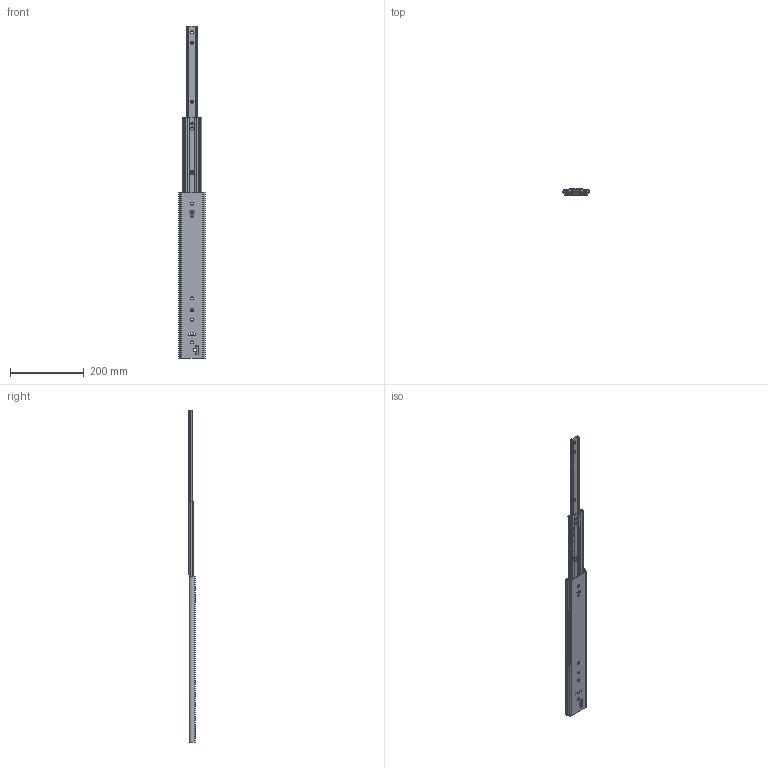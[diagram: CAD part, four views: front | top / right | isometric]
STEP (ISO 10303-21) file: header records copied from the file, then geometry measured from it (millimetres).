
FILE_DESCRIPTION((''),'2;1');
FILE_NAME('101-S64_ASM','2015-05-18T',('w.jans'),(''),'PRO/ENGINEER BY PARAMETRIC TECHNOLOGY CORPORATION, 2003450','PRO/ENGINEER BY PARAMETRIC TECHNOLOGY CORPORATION, 2003450','');
FILE_SCHEMA(('CONFIG_CONTROL_DESIGN'));
Length unit declared in the file: millimetre
Products named in the file (14): 101-S64-SKEL; 511-01-S64-TA1; 511-01-S64-TA1_ASM; 515-4XX-01-S64; 911-073; 515-4XX-01-S64_ASM; 512-01-S64-TA2; 512-01-S64-TA2_ASM; 515-5XX-01-S64; 911-078; 515-5XX-01-S64_ASM; 513-01-S64-TA3; 513-01-S64-TA3_ASM; 101-S64_ASM
Assembly tree (49 placements, depth 3):
  101-S64_ASM
    101-S64-SKEL
    511-01-S64-TA1_ASM
      511-01-S64-TA1
    515-4XX-01-S64_ASM
      515-4XX-01-S64
      911-073  x20
    512-01-S64-TA2_ASM
      512-01-S64-TA2
    515-5XX-01-S64_ASM
      515-5XX-01-S64
      911-078  x18
    513-01-S64-TA3_ASM
      513-01-S64-TA3
Bounding box: 70.9 x 18.4 x 900 mm (x, y, z)
Volume: 209568 mm3; surface area: 250558.6 mm2
Topology: 43 solids, 43 shells, 1109 faces, 3200 edges, 2008 vertices
Faces by surface type: plane 566, cylinder 437, sphere 76, cone 30
Entity records: 36588 total; most frequent: CARTESIAN_POINT 8226, ORIENTED_EDGE 5952, DIRECTION 5935, EDGE_CURVE 2976, AXIS2_PLACEMENT_3D 1992, VECTOR 1951, LINE 1951, VERTEX_POINT 1936
